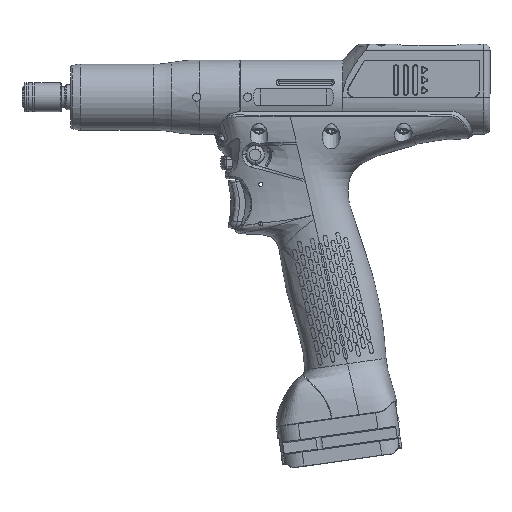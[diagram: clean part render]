
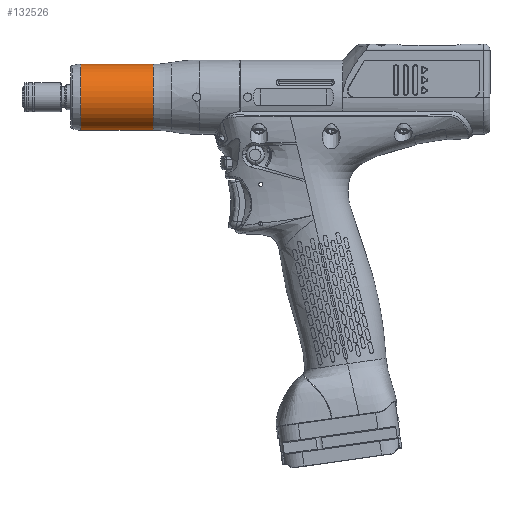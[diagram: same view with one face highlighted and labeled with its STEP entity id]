
A CAD part, top view. The second image highlights one B-rep face of the part: STEP entity #132526.
In plain terms, the highlighted cylindrical face has radius 16 mm (diameter 32 mm), a partial arc.
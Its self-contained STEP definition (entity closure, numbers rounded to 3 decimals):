
#54719=CARTESIAN_POINT('',(-59.371,0.,0.));
#54720=DIRECTION('',(1.,0.,0.));
#54721=DIRECTION('',(0.,1.,0.));
#54722=AXIS2_PLACEMENT_3D('',#54719,#54720,#54721);
#54724=DIRECTION('',(-1.,0.,0.));
#54725=VECTOR('',#54724,35.029);
#54726=CARTESIAN_POINT('',(-59.371,16.,0.));
#54727=LINE('',#54726,#54725);
#54728=DIRECTION('',(-1.,0.,0.));
#54729=VECTOR('',#54728,35.029);
#54730=CARTESIAN_POINT('',(-59.371,-16.,0.));
#54731=LINE('',#54730,#54729);
#54752=CARTESIAN_POINT('',(-94.4,0.,0.));
#54753=DIRECTION('',(1.,0.,0.));
#54754=DIRECTION('',(0.,1.,0.));
#54755=AXIS2_PLACEMENT_3D('',#54752,#54753,#54754);
#79534=CARTESIAN_POINT('',(-59.371,16.,0.));
#79535=CARTESIAN_POINT('',(-94.4,16.,0.));
#79536=VERTEX_POINT('',#79534);
#79537=VERTEX_POINT('',#79535);
#79548=CARTESIAN_POINT('',(-59.371,-16.,0.));
#79549=CARTESIAN_POINT('',(-94.4,-16.,0.));
#79550=VERTEX_POINT('',#79548);
#79551=VERTEX_POINT('',#79549);
#132512=CARTESIAN_POINT('',(-103.515,0.,0.));
#132513=DIRECTION('',(1.,0.,0.));
#132514=DIRECTION('',(0.,-1.,0.));
#132515=AXIS2_PLACEMENT_3D('',#132512,#132513,#132514);
#132516=CYLINDRICAL_SURFACE('',#132515,16.);
#132518=ORIENTED_EDGE('',*,*,#132517,.F.);
#132519=ORIENTED_EDGE('',*,*,#132507,.T.);
#132521=ORIENTED_EDGE('',*,*,#132520,.T.);
#132523=ORIENTED_EDGE('',*,*,#132522,.F.);
#132524=EDGE_LOOP('',(#132518,#132519,#132521,#132523));
#132525=FACE_OUTER_BOUND('',#132524,.F.);
#132526=ADVANCED_FACE('',(#132525),#132516,.T.);
#54723=CIRCLE('',#54722,16.);
#54756=CIRCLE('',#54755,16.);
#132507=EDGE_CURVE('',#79536,#79550,#54723,.T.);
#132517=EDGE_CURVE('',#79536,#79537,#54727,.T.);
#132520=EDGE_CURVE('',#79550,#79551,#54731,.T.);
#132522=EDGE_CURVE('',#79537,#79551,#54756,.T.);
